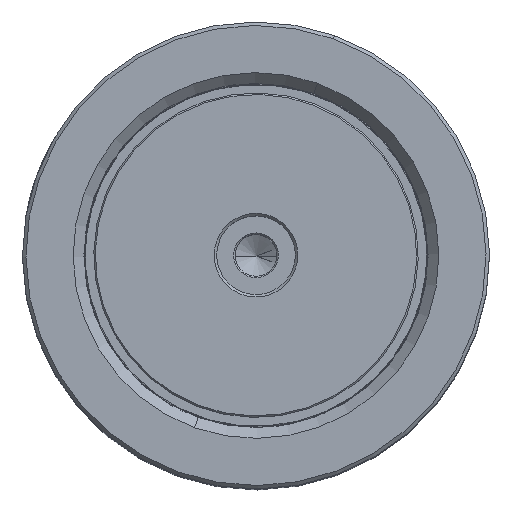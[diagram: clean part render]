
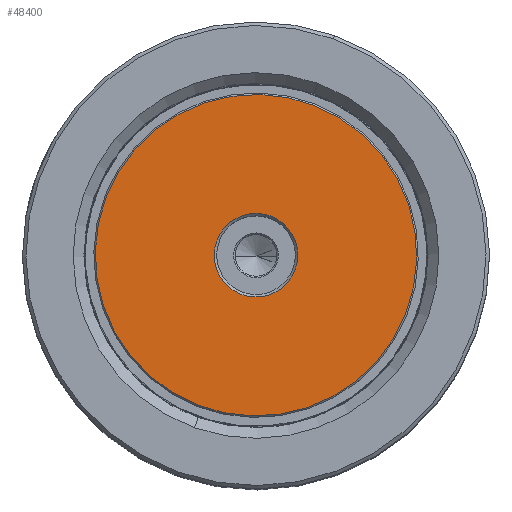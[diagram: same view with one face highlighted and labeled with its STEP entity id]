
A CAD part, top view. The second image highlights one B-rep face of the part: STEP entity #48400.
In plain terms, the highlighted face is planar.
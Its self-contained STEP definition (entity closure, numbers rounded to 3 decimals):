
#348 = VERTEX_POINT ( 'NONE', #43908 ) ;
#1484 = DIRECTION ( 'NONE',  ( 0., 0., 1. ) ) ;
#1687 = CARTESIAN_POINT ( 'NONE',  ( 0., 0., 0. ) ) ;
#2017 = CARTESIAN_POINT ( 'NONE',  ( -8.5, 0., 0. ) ) ;
#6653 = DIRECTION ( 'NONE',  ( 0., 0., 1. ) ) ;
#6791 = EDGE_CURVE ( 'NONE', #41609, #348, #30585, .T. ) ;
#7164 = AXIS2_PLACEMENT_3D ( 'NONE', #36341, #1484, #13821 ) ;
#9405 = ORIENTED_EDGE ( 'NONE', *, *, #6791, .T. ) ;
#10474 = CIRCLE ( 'NONE', #47297, 32.7 ) ;
#10574 = DIRECTION ( 'NONE',  ( 0., 0., -1. ) ) ;
#12386 = AXIS2_PLACEMENT_3D ( 'NONE', #41771, #19854, #24089 ) ;
#12526 = PLANE ( 'NONE',  #23779 ) ;
#13821 = DIRECTION ( 'NONE',  ( 1., 0., 0. ) ) ;
#15521 = DIRECTION ( 'NONE',  ( 1., 0., 0. ) ) ;
#15948 = CIRCLE ( 'NONE', #12386, 32.7 ) ;
#17029 = VERTEX_POINT ( 'NONE', #51867 ) ;
#17646 = EDGE_LOOP ( 'NONE', ( #26089, #27615 ) ) ;
#19854 = DIRECTION ( 'NONE',  ( 0., 0., -1. ) ) ;
#22100 = CARTESIAN_POINT ( 'NONE',  ( 0., 0., 0. ) ) ;
#23779 = AXIS2_PLACEMENT_3D ( 'NONE', #22100, #44756, #48389 ) ;
#24089 = DIRECTION ( 'NONE',  ( 1., 0., 0. ) ) ;
#26089 = ORIENTED_EDGE ( 'NONE', *, *, #48586, .T. ) ;
#27009 = FACE_BOUND ( 'NONE', #42403, .T. ) ;
#27615 = ORIENTED_EDGE ( 'NONE', *, *, #50287, .T. ) ;
#27681 = DIRECTION ( 'NONE',  ( 1., 0., 0. ) ) ;
#30585 = CIRCLE ( 'NONE', #7164, 8.5 ) ;
#31586 = AXIS2_PLACEMENT_3D ( 'NONE', #33026, #6653, #15521 ) ;
#33026 = CARTESIAN_POINT ( 'NONE',  ( 0., 0., 0. ) ) ;
#36341 = CARTESIAN_POINT ( 'NONE',  ( 0., 0., 0. ) ) ;
#36811 = CARTESIAN_POINT ( 'NONE',  ( 32.7, 0., 0. ) ) ;
#41609 = VERTEX_POINT ( 'NONE', #2017 ) ;
#41771 = CARTESIAN_POINT ( 'NONE',  ( 0., 0., 0. ) ) ;
#42403 = EDGE_LOOP ( 'NONE', ( #9405, #45786 ) ) ;
#43908 = CARTESIAN_POINT ( 'NONE',  ( 8.5, 0., 0. ) ) ;
#44756 = DIRECTION ( 'NONE',  ( 0., 0., 1. ) ) ;
#45786 = ORIENTED_EDGE ( 'NONE', *, *, #53040, .T. ) ;
#47297 = AXIS2_PLACEMENT_3D ( 'NONE', #1687, #10574, #27681 ) ;
#48121 = VERTEX_POINT ( 'NONE', #36811 ) ;
#48389 = DIRECTION ( 'NONE',  ( 1., 0., 0. ) ) ;
#48400 = ADVANCED_FACE ( 'NONE', ( #53092, #27009 ), #12526, .F. ) ;
#48586 = EDGE_CURVE ( 'NONE', #48121, #17029, #10474, .T. ) ;
#50287 = EDGE_CURVE ( 'NONE', #17029, #48121, #15948, .T. ) ;
#51867 = CARTESIAN_POINT ( 'NONE',  ( -32.7, 0., 0. ) ) ;
#53040 = EDGE_CURVE ( 'NONE', #348, #41609, #55691, .T. ) ;
#53092 = FACE_OUTER_BOUND ( 'NONE', #17646, .T. ) ;
#55691 = CIRCLE ( 'NONE', #31586, 8.5 ) ;
